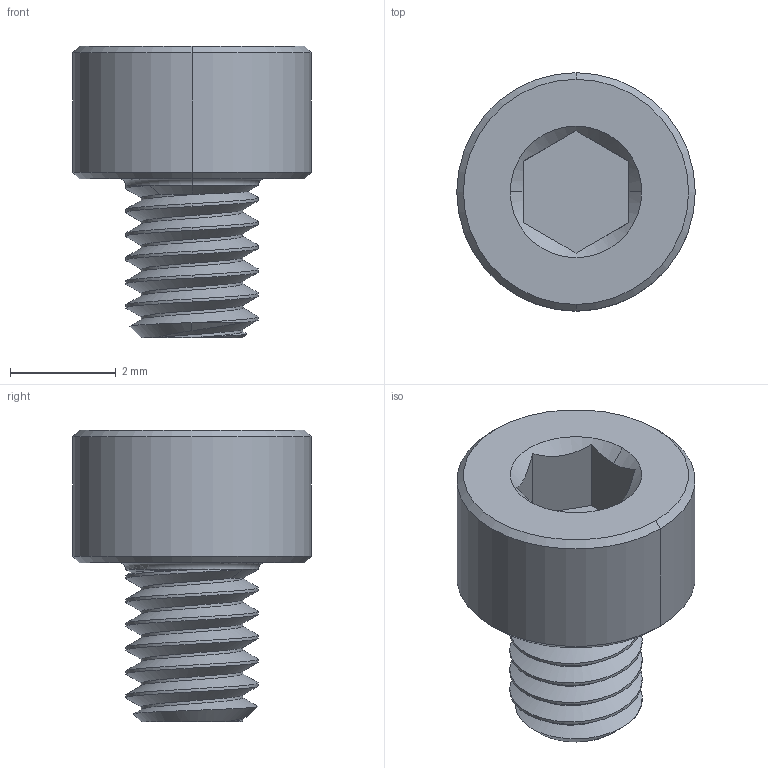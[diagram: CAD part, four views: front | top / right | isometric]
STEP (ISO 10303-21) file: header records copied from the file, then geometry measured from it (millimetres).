
FILE_DESCRIPTION (( 'STEP AP203' ), '1' );
FILE_NAME ('91290A051_Alloy Steel Socket Head Screw.STEP', '2023-01-11T17:17:01', ( 'Administrator' ), ( 'Managed by Terraform' ), 'SwSTEP 2.0', 'SolidWorks 2017', '' );
FILE_SCHEMA (( 'CONFIG_CONTROL_DESIGN' ));
Length unit declared in the file: millimetre
Products named in the file (1): 91290A051_Alloy Steel Socket Head Screw
Bounding box: 4.5 x 4.5 x 5.5 mm (x, y, z)
Volume: 45.9 mm3; surface area: 107.9 mm2
Topology: 1 solids, 1 shells, 41 faces, 101 edges, 64 vertices
Faces by surface type: cylinder 14, cone 12, plane 10, bspline 3, torus 2
Entity records: 2116 total; most frequent: CARTESIAN_POINT 1176, ORIENTED_EDGE 202, DIRECTION 157, EDGE_CURVE 101, VERTEX_POINT 64, AXIS2_PLACEMENT_3D 61, EDGE_LOOP 43, FACE_OUTER_BOUND 41
